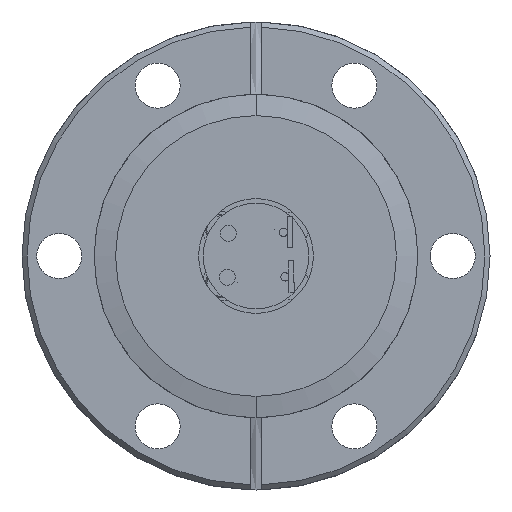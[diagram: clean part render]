
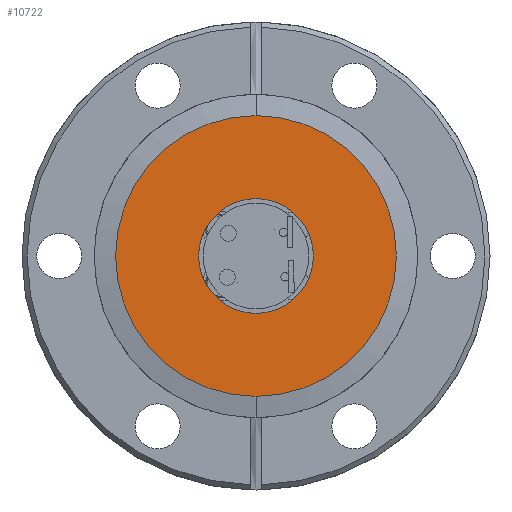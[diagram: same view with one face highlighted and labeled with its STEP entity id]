
A CAD part, front view. The second image highlights one B-rep face of the part: STEP entity #10722.
In plain terms, the highlighted planar face has unit normal (0, -1, 0).
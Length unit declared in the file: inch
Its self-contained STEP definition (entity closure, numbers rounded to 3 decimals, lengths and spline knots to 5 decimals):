
#58 = CARTESIAN_POINT ( 'NONE',  ( 0., -0.45, 0.825 ) ) ;
#80 = ORIENTED_EDGE ( 'NONE', *, *, #4059, .T. ) ;
#128 = DIRECTION ( 'NONE',  ( 0., -1., 0. ) ) ;
#552 = VERTEX_POINT ( 'NONE', #10893 ) ;
#708 = ORIENTED_EDGE ( 'NONE', *, *, #4466, .T. ) ;
#726 = DIRECTION ( 'NONE',  ( 0., 0., -1. ) ) ;
#1455 = CIRCLE ( 'NONE', #4613, 0.3375 ) ;
#2150 = ORIENTED_EDGE ( 'NONE', *, *, #4753, .T. ) ;
#2174 = VERTEX_POINT ( 'NONE', #4272 ) ;
#2265 = DIRECTION ( 'NONE',  ( 0., 1., 0. ) ) ;
#2435 = PLANE ( 'NONE',  #6318 ) ;
#2587 = CARTESIAN_POINT ( 'NONE',  ( 0., -0.45, 0. ) ) ;
#2631 = EDGE_LOOP ( 'NONE', ( #2150, #4288 ) ) ;
#3443 = DIRECTION ( 'NONE',  ( 0., 0., -1. ) ) ;
#4007 = CIRCLE ( 'NONE', #5715, 0.825 ) ;
#4028 = VERTEX_POINT ( 'NONE', #58 ) ;
#4059 = EDGE_CURVE ( 'NONE', #552, #4028, #5186, .T. ) ;
#4256 = DIRECTION ( 'NONE',  ( 0., 1., 0. ) ) ;
#4272 = CARTESIAN_POINT ( 'NONE',  ( 0., -0.45, 0.3375 ) ) ;
#4288 = ORIENTED_EDGE ( 'NONE', *, *, #4460, .T. ) ;
#4412 = EDGE_LOOP ( 'NONE', ( #80, #708 ) ) ;
#4460 = EDGE_CURVE ( 'NONE', #10230, #2174, #1455, .T. ) ;
#4466 = EDGE_CURVE ( 'NONE', #4028, #552, #4007, .T. ) ;
#4613 = AXIS2_PLACEMENT_3D ( 'NONE', #9263, #4256, #10127 ) ;
#4753 = EDGE_CURVE ( 'NONE', #2174, #10230, #6347, .T. ) ;
#5027 = AXIS2_PLACEMENT_3D ( 'NONE', #5237, #128, #6061 ) ;
#5042 = FACE_OUTER_BOUND ( 'NONE', #4412, .T. ) ;
#5186 = CIRCLE ( 'NONE', #5027, 0.825 ) ;
#5237 = CARTESIAN_POINT ( 'NONE',  ( 0., -0.45, 0. ) ) ;
#5519 = AXIS2_PLACEMENT_3D ( 'NONE', #7299, #2265, #8142 ) ;
#5715 = AXIS2_PLACEMENT_3D ( 'NONE', #2587, #8457, #3443 ) ;
#5794 = DIRECTION ( 'NONE',  ( 0., -1., 0. ) ) ;
#6061 = DIRECTION ( 'NONE',  ( 0., 0., -1. ) ) ;
#6318 = AXIS2_PLACEMENT_3D ( 'NONE', #9159, #5794, #726 ) ;
#6347 = CIRCLE ( 'NONE', #5519, 0.3375 ) ;
#7257 = FACE_BOUND ( 'NONE', #2631, .T. ) ;
#7299 = CARTESIAN_POINT ( 'NONE',  ( 0., -0.45, 0. ) ) ;
#7474 = CARTESIAN_POINT ( 'NONE',  ( 0., -0.45, -0.3375 ) ) ;
#8142 = DIRECTION ( 'NONE',  ( 0., 0., 1. ) ) ;
#8457 = DIRECTION ( 'NONE',  ( 0., -1., 0. ) ) ;
#9159 = CARTESIAN_POINT ( 'NONE',  ( 0., -0.45, 0.825 ) ) ;
#9263 = CARTESIAN_POINT ( 'NONE',  ( 0., -0.45, 0. ) ) ;
#10127 = DIRECTION ( 'NONE',  ( 0., 0., 1. ) ) ;
#10230 = VERTEX_POINT ( 'NONE', #7474 ) ;
#10722 = ADVANCED_FACE ( 'NONE', ( #5042, #7257 ), #2435, .T. ) ;
#10893 = CARTESIAN_POINT ( 'NONE',  ( 0., -0.45, -0.825 ) ) ;
